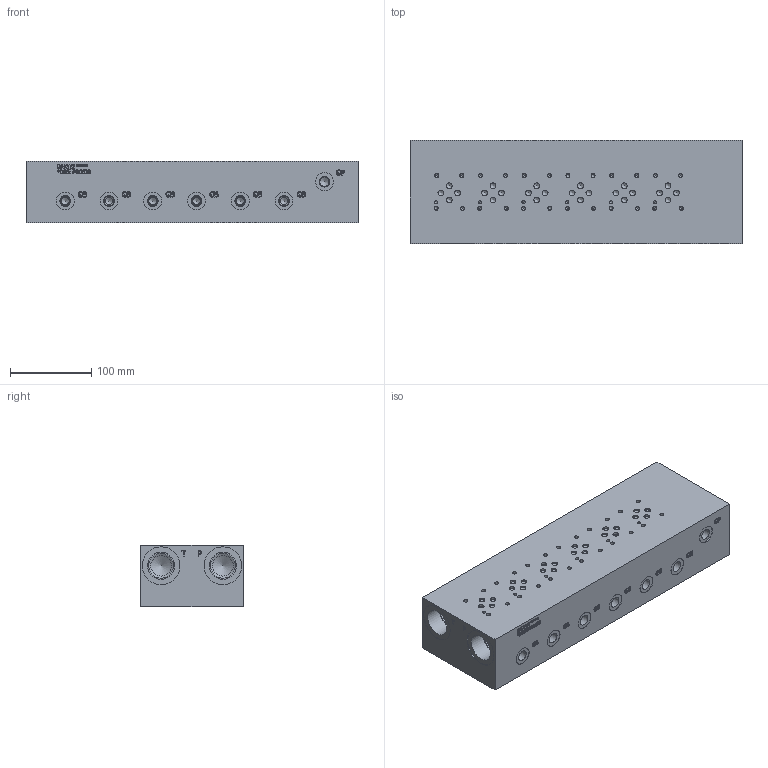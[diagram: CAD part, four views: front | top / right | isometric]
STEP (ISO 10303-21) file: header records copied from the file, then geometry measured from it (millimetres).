
FILE_DESCRIPTION(/* description */ (''),/* implementation_level */ '2;1');
FILE_NAME(/* name */ '_D03HPB062B.stp',/* time_stamp */ '2021-01-28T09:06:34-05:00',/* author */ ('devonn'),/* organization */ (''),/* preprocessor_version */ 'ST-DEVELOPER v17',/* originating_system */ 'Autodesk Inventor 2019',/* authorisation */ '');
FILE_SCHEMA (('AUTOMOTIVE_DESIGN { 1 0 10303 214 3 1 1 }'));
Length unit declared in the file: millimetre
Products named in the file (1): Part_AD03HPB062B_3D
Bounding box: 409.57 x 127 x 76.2 mm (x, y, z)
Volume: 3527510.3 mm3; surface area: 257363.4 mm2
Topology: 1 solids, 1 shells, 1649 faces, 4537 edges, 3096 vertices
Faces by surface type: plane 816, bspline 507, cylinder 209, cone 117
Full cylindrical faces by diameter (mm): 3.962 x6, 4.216 x24, 5.004 x24, 7.137 x24, 8.509 x4, 9.525 x12, 10.008 x4, 11.684 x13, 13.259 x13, 22.123 x13, 22.225 x12, 24.409 x12, 25.4 x4, 26.543 x12, 30.632 x6, 33.401 x6, 37.109 x12, 46.558 x6, 54.381 x2
Entity records: 56175 total; most frequent: CARTESIAN_POINT 15813, ORIENTED_EDGE 8896, DIRECTION 6494, EDGE_CURVE 4448, VERTEX_POINT 3096, LINE 2652, VECTOR 2652, EDGE_LOOP 1946
